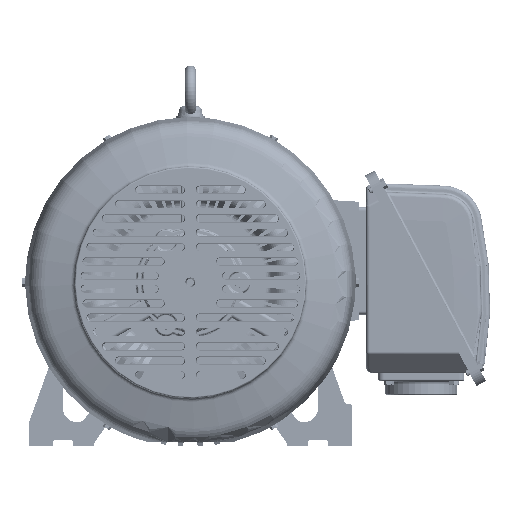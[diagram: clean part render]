
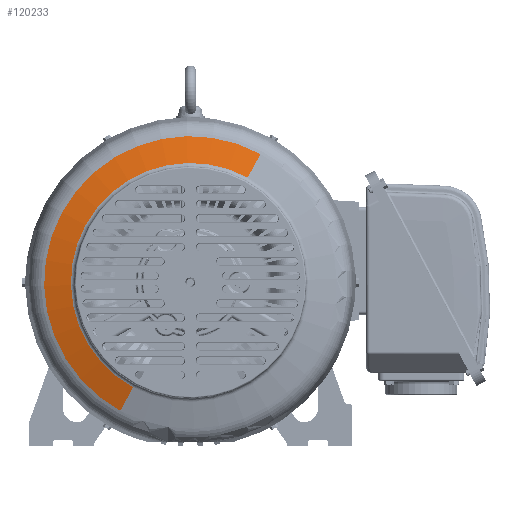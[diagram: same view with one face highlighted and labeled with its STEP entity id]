
A CAD part, front view. The second image highlights one B-rep face of the part: STEP entity #120233.
In plain terms, the highlighted conical face has half-angle 75 degrees and reference radius 166.688 mm.
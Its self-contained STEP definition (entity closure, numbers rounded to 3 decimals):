
#120116=CARTESIAN_POINT('Vertex',(97.792,-362.222,179.006)) ;
#120123=CARTESIAN_POINT('Vertex',(-97.792,-362.222,-179.006)) ;
#120140=CARTESIAN_POINT('Axis2P3D Location',(0.,-362.222,0.)) ;
#120191=CARTESIAN_POINT('Axis2P3D Location',(0.,-372.213,0.)) ;
#120196=CARTESIAN_POINT('Line Origine',(88.853,-367.217,162.645)) ;
#120200=CARTESIAN_POINT('Vertex',(79.915,-372.213,146.283)) ;
#120207=CARTESIAN_POINT('Vertex',(-79.915,-372.213,-146.283)) ;
#120210=CARTESIAN_POINT('Line Origine',(-88.853,-367.217,-162.645)) ;
#120222=CARTESIAN_POINT('Axis2P3D Location',(0.,-372.213,0.)) ;
#120141=DIRECTION('Axis2P3D Direction',(-0.,1.,0.)) ;
#120192=DIRECTION('Axis2P3D Direction',(0.,1.,0.)) ;
#120193=DIRECTION('Axis2P3D XDirection',(-0.479,0.,-0.878)) ;
#120197=DIRECTION('Vector Direction',(0.463,0.259,0.848)) ;
#120211=DIRECTION('Vector Direction',(-0.463,0.259,-0.848)) ;
#120223=DIRECTION('Axis2P3D Direction',(-0.,1.,0.)) ;
#120142=AXIS2_PLACEMENT_3D('Circle Axis2P3D',#120140,#120141,$) ;
#120194=AXIS2_PLACEMENT_3D('Cone Axis2P3D',#120191,#120192,#120193) ;
#120224=AXIS2_PLACEMENT_3D('Circle Axis2P3D',#120222,#120223,$) ;
#120228=ORIENTED_EDGE('',*,*,#120144,.F.) ;
#120229=ORIENTED_EDGE('',*,*,#120214,.T.) ;
#120230=ORIENTED_EDGE('',*,*,#120226,.T.) ;
#120231=ORIENTED_EDGE('',*,*,#120202,.F.) ;
#120198=VECTOR('Line Direction',#120197,1.) ;
#120212=VECTOR('Line Direction',#120211,1.) ;
#120233=ADVANCED_FACE('31407C309.1',(#120232),#120195,.T.) ;
#120143=CIRCLE('generated circle',#120142,203.977) ;
#120225=CIRCLE('generated circle',#120224,166.688) ;
#120195=CONICAL_SURFACE('Cone',#120194,166.688,1.309) ;
#120144=EDGE_CURVE('',#120124,#120117,#120143,.T.) ;
#120202=EDGE_CURVE('',#120117,#120201,#120199,.F.) ;
#120214=EDGE_CURVE('',#120124,#120208,#120213,.F.) ;
#120226=EDGE_CURVE('',#120208,#120201,#120225,.T.) ;
#120227=EDGE_LOOP('',(#120228,#120229,#120230,#120231)) ;
#120232=FACE_OUTER_BOUND('',#120227,.T.) ;
#120199=LINE('Line',#120196,#120198) ;
#120213=LINE('Line',#120210,#120212) ;
#120117=VERTEX_POINT('',#120116) ;
#120124=VERTEX_POINT('',#120123) ;
#120201=VERTEX_POINT('',#120200) ;
#120208=VERTEX_POINT('',#120207) ;
